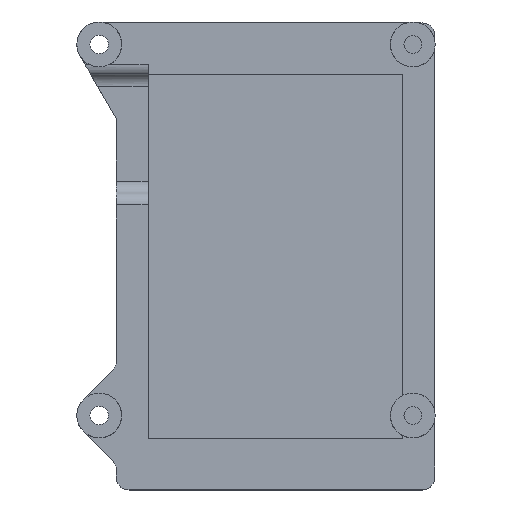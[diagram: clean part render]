
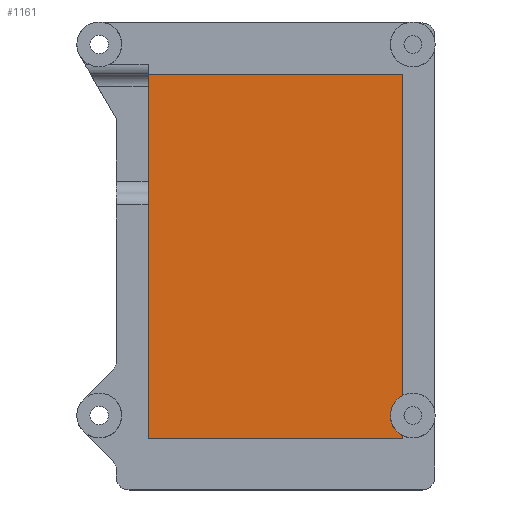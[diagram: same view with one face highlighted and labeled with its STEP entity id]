
A CAD part, top view. The second image highlights one B-rep face of the part: STEP entity #1161.
In plain terms, the highlighted planar face has unit normal (0, 0, 1).
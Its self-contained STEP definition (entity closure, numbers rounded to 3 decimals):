
#73=LINE('',#1977,#165);
#75=LINE('',#1982,#167);
#76=LINE('',#1983,#168);
#77=LINE('',#1985,#169);
#78=LINE('',#1987,#170);
#165=VECTOR('',#1580,10.);
#167=VECTOR('',#1584,10.);
#168=VECTOR('',#1585,10.);
#169=VECTOR('',#1586,10.);
#170=VECTOR('',#1587,10.);
#277=FACE_OUTER_BOUND('',#361,.T.);
#361=EDGE_LOOP('',(#924,#925,#926,#927,#928,#929));
#455=CIRCLE('',#1302,3.5);
#558=VERTEX_POINT('',#1974);
#559=VERTEX_POINT('',#1976);
#560=VERTEX_POINT('',#1980);
#561=VERTEX_POINT('',#1981);
#562=VERTEX_POINT('',#1984);
#563=VERTEX_POINT('',#1986);
#696=EDGE_CURVE('',#558,#559,#73,.T.);
#698=EDGE_CURVE('',#560,#561,#75,.T.);
#699=EDGE_CURVE('',#559,#560,#76,.T.);
#700=EDGE_CURVE('',#562,#558,#77,.T.);
#701=EDGE_CURVE('',#563,#562,#78,.T.);
#702=EDGE_CURVE('',#561,#563,#455,.T.);
#924=ORIENTED_EDGE('',*,*,#698,.F.);
#925=ORIENTED_EDGE('',*,*,#699,.F.);
#926=ORIENTED_EDGE('',*,*,#696,.F.);
#927=ORIENTED_EDGE('',*,*,#700,.F.);
#928=ORIENTED_EDGE('',*,*,#701,.F.);
#929=ORIENTED_EDGE('',*,*,#702,.F.);
#1107=PLANE('',#1301);
#1161=ADVANCED_FACE('',(#277),#1107,.T.);
#1301=AXIS2_PLACEMENT_3D('',#1979,#1582,#1583);
#1302=AXIS2_PLACEMENT_3D('',#1988,#1588,#1589);
#1580=DIRECTION('',(0.,1.,0.));
#1582=DIRECTION('center_axis',(0.,0.,1.));
#1583=DIRECTION('ref_axis',(1.,0.,0.));
#1584=DIRECTION('',(0.,-1.,0.));
#1585=DIRECTION('',(1.,0.,0.));
#1586=DIRECTION('',(-1.,0.,0.));
#1587=DIRECTION('',(0.,-1.,0.));
#1588=DIRECTION('center_axis',(0.,0.,1.));
#1589=DIRECTION('ref_axis',(-1.,0.,0.));
#1974=CARTESIAN_POINT('',(-19.9,-19.57,8.));
#1976=CARTESIAN_POINT('',(-19.9,37.43,8.));
#1977=CARTESIAN_POINT('',(-19.9,23.208,8.));
#1979=CARTESIAN_POINT('Origin',(-0.084,8.987,8.));
#1980=CARTESIAN_POINT('',(19.9,37.43,8.));
#1981=CARTESIAN_POINT('',(19.9,-12.807,8.));
#1982=CARTESIAN_POINT('',(19.9,-5.292,8.));
#1983=CARTESIAN_POINT('',(9.908,37.43,8.));
#1984=CARTESIAN_POINT('',(19.9,-19.57,8.));
#1985=CARTESIAN_POINT('',(-9.992,-19.57,8.));
#1986=CARTESIAN_POINT('',(19.9,-19.083,8.));
#1987=CARTESIAN_POINT('',(19.9,-5.292,8.));
#1988=CARTESIAN_POINT('Origin',(21.45,-15.945,8.));
